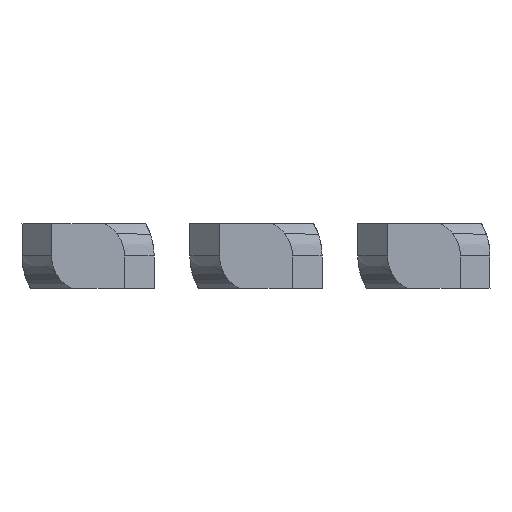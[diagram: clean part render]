
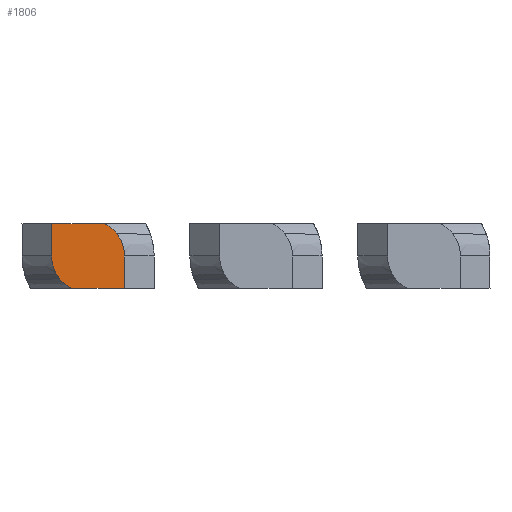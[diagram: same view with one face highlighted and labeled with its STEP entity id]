
A CAD part, front view. The second image highlights one B-rep face of the part: STEP entity #1806.
In plain terms, the highlighted planar face has unit normal (0, -1, 0).
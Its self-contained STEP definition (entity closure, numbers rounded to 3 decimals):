
#158=ELLIPSE('',#1961,5.688,4.093);
#159=ELLIPSE('',#1962,3.749,2.678);
#160=ELLIPSE('',#1963,6.119,4.318);
#161=ELLIPSE('',#1964,4.108,3.036);
#162=ELLIPSE('',#1965,3.795,2.684);
#204=FACE_OUTER_BOUND('',#306,.T.);
#306=EDGE_LOOP('',(#1291,#1292,#1293,#1294,#1295,#1296,#1297,#1298,#1299));
#438=LINE('',#2714,#594);
#449=LINE('',#2753,#605);
#454=LINE('',#2762,#610);
#457=LINE('',#2776,#613);
#594=VECTOR('',#2167,10.);
#605=VECTOR('',#2194,10.);
#610=VECTOR('',#2201,10.);
#613=VECTOR('',#2218,10.);
#756=VERTEX_POINT('',#2711);
#757=VERTEX_POINT('',#2713);
#770=VERTEX_POINT('',#2750);
#771=VERTEX_POINT('',#2752);
#774=VERTEX_POINT('',#2760);
#775=VERTEX_POINT('',#2767);
#776=VERTEX_POINT('',#2770);
#777=VERTEX_POINT('',#2772);
#778=VERTEX_POINT('',#2774);
#950=EDGE_CURVE('',#756,#757,#438,.T.);
#967=EDGE_CURVE('',#770,#771,#449,.T.);
#972=EDGE_CURVE('',#774,#756,#454,.T.);
#975=EDGE_CURVE('',#770,#775,#158,.T.);
#976=EDGE_CURVE('',#775,#757,#159,.T.);
#977=EDGE_CURVE('',#774,#776,#160,.T.);
#978=EDGE_CURVE('',#776,#777,#161,.T.);
#979=EDGE_CURVE('',#777,#778,#162,.T.);
#980=EDGE_CURVE('',#771,#778,#457,.T.);
#1291=ORIENTED_EDGE('',*,*,#975,.T.);
#1292=ORIENTED_EDGE('',*,*,#976,.T.);
#1293=ORIENTED_EDGE('',*,*,#950,.F.);
#1294=ORIENTED_EDGE('',*,*,#972,.F.);
#1295=ORIENTED_EDGE('',*,*,#977,.T.);
#1296=ORIENTED_EDGE('',*,*,#978,.T.);
#1297=ORIENTED_EDGE('',*,*,#979,.T.);
#1298=ORIENTED_EDGE('',*,*,#980,.F.);
#1299=ORIENTED_EDGE('',*,*,#967,.F.);
#1745=PLANE('',#1960);
#1806=ADVANCED_FACE('',(#204),#1745,.T.);
#1960=AXIS2_PLACEMENT_3D('',#2766,#2206,#2207);
#1961=AXIS2_PLACEMENT_3D('',#2768,#2208,#2209);
#1962=AXIS2_PLACEMENT_3D('',#2769,#2210,#2211);
#1963=AXIS2_PLACEMENT_3D('',#2771,#2212,#2213);
#1964=AXIS2_PLACEMENT_3D('',#2773,#2214,#2215);
#1965=AXIS2_PLACEMENT_3D('',#2775,#2216,#2217);
#2167=DIRECTION('',(1.,0.,0.));
#2194=DIRECTION('',(0.,0.,-1.));
#2201=DIRECTION('',(0.,0.,1.));
#2206=DIRECTION('center_axis',(0.,-1.,0.));
#2207=DIRECTION('ref_axis',(0.,0.,
1.));
#2208=DIRECTION('center_axis',(0.,-1.,0.));
#2209=DIRECTION('ref_axis',(-1.,0.,0.005));
#2210=DIRECTION('center_axis',(0.,-1.,0.));
#2211=DIRECTION('ref_axis',(-1.,0.,0.013));
#2212=DIRECTION('center_axis',(0.,-1.,0.));
#2213=DIRECTION('ref_axis',(-1.,0.,0.));
#2214=DIRECTION('center_axis',(0.,-1.,0.));
#2215=DIRECTION('ref_axis',(-0.999,0.,0.033));
#2216=DIRECTION('center_axis',(0.,-1.,0.));
#2217=DIRECTION('ref_axis',(-1.,0.,-0.001));
#2218=DIRECTION('',(-1.,0.,0.));
#2711=CARTESIAN_POINT('',(-80.492,-99.607,-131.1));
#2713=CARTESIAN_POINT('',(-75.767,-99.607,-131.1));
#2714=CARTESIAN_POINT('',(-75.797,-99.607,-131.1));
#2750=CARTESIAN_POINT('',(-73.99,-99.607,-134.));
#2752=CARTESIAN_POINT('',(-73.989,-99.607,-136.9));
#2753=CARTESIAN_POINT('',(-73.989,-99.607,-134.725));
#2760=CARTESIAN_POINT('',(-80.492,-99.607,-134.));
#2762=CARTESIAN_POINT('',(-80.492,-99.607,-133.275));
#2766=CARTESIAN_POINT('Origin',(-77.241,-99.607,-134.));
#2767=CARTESIAN_POINT('',(-74.715,-99.606,-131.951));
#2768=CARTESIAN_POINT('Origin',(-79.68,-99.607,-133.931));
#2769=CARTESIAN_POINT('Origin',(-77.983,-99.607,-133.246));
#2770=CARTESIAN_POINT('',(-80.055,-99.607,-135.628));
#2771=CARTESIAN_POINT('Origin',(-74.372,-99.607,-134.03));
#2772=CARTESIAN_POINT('',(-79.765,-99.607,-136.049));
#2773=CARTESIAN_POINT('Origin',(-76.268,-99.607,-134.509));
#2774=CARTESIAN_POINT('',(-78.714,-99.607,-136.9));
#2775=CARTESIAN_POINT('Origin',(-76.441,-99.607,-134.75));
#2776=CARTESIAN_POINT('',(-75.737,-99.607,-136.9));
